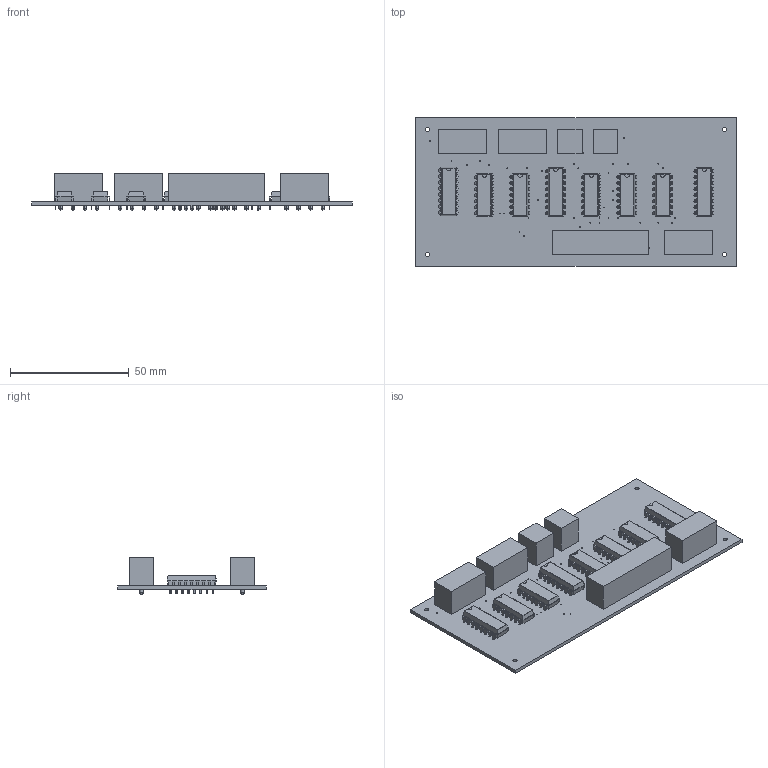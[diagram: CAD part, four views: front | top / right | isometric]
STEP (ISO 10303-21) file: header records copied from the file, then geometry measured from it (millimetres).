
FILE_DESCRIPTION(('PCB Model'),'2;1');
FILE_NAME('Adder Subtractor PCB.STEP', '2018-05-01T13:27:08',('MOHIUDDIN'),('Unspecified'), 'Open CASCADE STEP processor 6.8','Proteus','Unknown');
FILE_SCHEMA(('CONFIG_CONTROL_DESIGN','SHAPE_APPEARANCE_LAYER_MIM'));
Length unit declared in the file: millimetre
Products named in the file (46): Open CASCADE STEP translator 6.8 1; Layer_1; U6; Open CASCADE STEP translator 6.8 1.2.1; Body_1; U5; Open CASCADE STEP translator 6.8 1.3.1; U7; Open CASCADE STEP translator 6.8 1.4.1; U8; Open CASCADE STEP translator 6.8 1.5.1; U4; Open CASCADE STEP translator 6.8 1.6.1; U2; Open CASCADE STEP translator 6.8 1.7.1; U1; Open CASCADE STEP translator 6.8 1.8.1; U10; Open CASCADE STEP translator 6.8 1.9.1; J4; Open CASCADE STEP translator 6.8 1.10.1; Pin_1; Pin_2; Pin_3; Pin_4; J2; Open CASCADE STEP translator 6.8 1.11.1; J1; J5; J6; Open CASCADE STEP translator 6.8 1.14.1; Pin_5; Pin_6; Pin_7; Pin_8; J3
Assembly tree (54 placements, depth 4):
  Open CASCADE STEP translator 6.8 1
    Layer_1
    U6
      Open CASCADE STEP translator 6.8 1.2.1
        Body_1
    U5
      Open CASCADE STEP translator 6.8 1.3.1
        Body_1
    U7
      Open CASCADE STEP translator 6.8 1.4.1
        Body_1
    U8
      Open CASCADE STEP translator 6.8 1.5.1
        Body_1
    U4
      Open CASCADE STEP translator 6.8 1.6.1
        Body_1
    U2
      Open CASCADE STEP translator 6.8 1.7.1
        Body_1
    U1
      Open CASCADE STEP translator 6.8 1.8.1
        Body_1
    U10
      Open CASCADE STEP translator 6.8 1.9.1
        Body_1
    J4
      Open CASCADE STEP translator 6.8 1.10.1
        Body_1
        Pin_1
        Pin_2
        Pin_3
        Pin_4
    J2
      Open CASCADE STEP translator 6.8 1.11.1
        Body_1
        Pin_1
        Pin_2
    J1
      Open CASCADE STEP translator 6.8 1.11.1
        Body_1
        Pin_1
        Pin_2
    J5
      Open CASCADE STEP translator 6.8 1.10.1
        Body_1
        Pin_1
        Pin_2
        Pin_3
        Pin_4
    J6
      Open CASCADE STEP translator 6.8 1.14.1
        Body_1
        Pin_1
        Pin_2
        Pin_3
        Pin_4
        Pin_5
        Pin_6
        Pin_7
Bounding box: 135 x 62.5 x 15.71 mm (x, y, z)
Volume: 31906.3 mm3; surface area: 30907.5 mm2
Topology: 39 solids, 39 shells, 2664 faces, 7206 edges, 4524 vertices
Faces by surface type: plane 1814, cylinder 754, sphere 96
Entity records: 40132 total; most frequent: CARTESIAN_POINT 6120, DIRECTION 5639, ORIENTED_EDGE 5532, EDGE_CURVE 2766, AXIS2_PLACEMENT_3D 2053, VERTEX_POINT 1784, LINE 1533, VECTOR 1533
